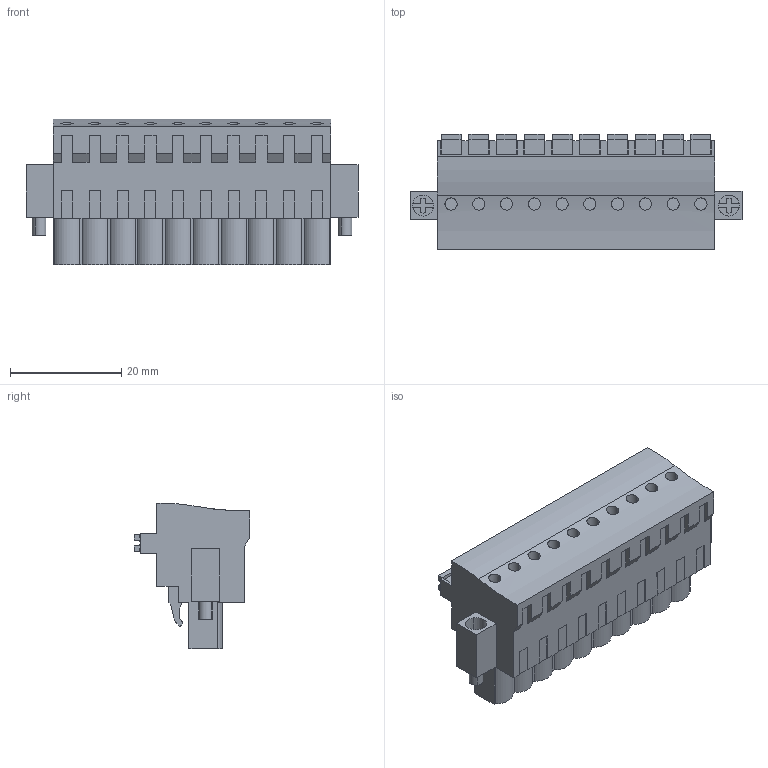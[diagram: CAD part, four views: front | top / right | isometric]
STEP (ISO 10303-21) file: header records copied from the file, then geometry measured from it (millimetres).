
FILE_DESCRIPTION(('CATIA V5 STEP Exchange','CAx-IF Rec.Pracs.--- Model Styling and Organization---1.2---2011-12-15'),'2;1');
FILE_NAME ('D1461108_0_1980720000_1980720000.stp','2017-09-23T15:20:55+00:00',('none'),('Weidmueller'),'CATIA Version 5-6 Release 2014','CATIA V5 STEP AP214','none');
FILE_SCHEMA(('AUTOMOTIVE_DESIGN { 1 0 10303 214 1 1 1 1 }'));
Length unit declared in the file: millimetre
Products named in the file (1): 1980720000
Bounding box: 59.8 x 20.79 x 26.24 mm (x, y, z)
Volume: 15562.7 mm3; surface area: 7634.7 mm2
Topology: 13 solids, 13 shells, 705 faces, 1992 edges, 1359 vertices
Faces by surface type: plane 557, cylinder 140, extrusion 8
Entity records: 21253 total; most frequent: CARTESIAN_POINT 4162, ORIENTED_EDGE 3984, DIRECTION 2727, EDGE_CURVE 1992, VECTOR 1661, LINE 1653, VERTEX_POINT 1359, EDGE_LOOP 755
